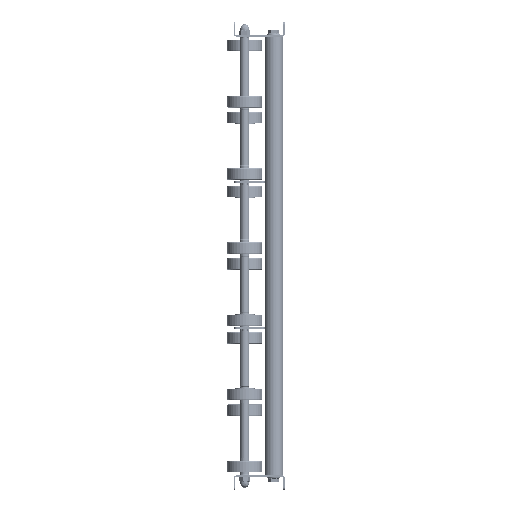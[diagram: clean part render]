
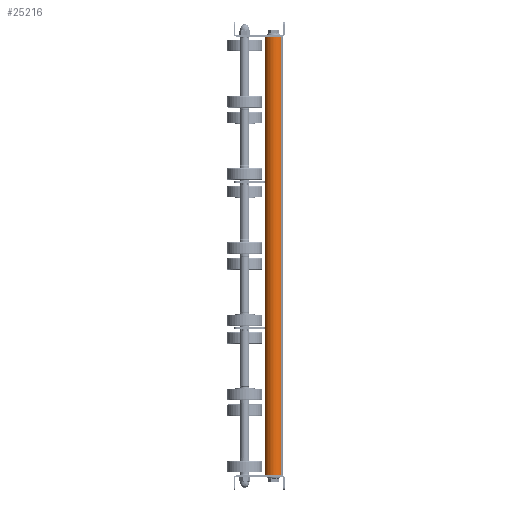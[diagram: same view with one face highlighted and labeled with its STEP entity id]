
A CAD part, left-side view. The second image highlights one B-rep face of the part: STEP entity #25216.
In plain terms, the highlighted cylindrical face has radius 12.5 mm (diameter 25 mm), a partial arc.
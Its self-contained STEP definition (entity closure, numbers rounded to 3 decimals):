
#2212 = AXIS2_PLACEMENT_3D ( 'NONE', #26475, #29025, #6000 ) ;
#2439 = CARTESIAN_POINT ( 'NONE',  ( 600., 0., -12.5 ) ) ;
#2713 = CIRCLE ( 'NONE', #2212, 12.5 ) ;
#3831 = DIRECTION ( 'NONE',  ( 0., 0., -1. ) ) ;
#4463 = EDGE_CURVE ( 'NONE', #11926, #4912, #5500, .T. ) ;
#4912 = VERTEX_POINT ( 'NONE', #29189 ) ;
#4997 = CARTESIAN_POINT ( 'NONE',  ( 599., 0., 12.5 ) ) ;
#5500 = CIRCLE ( 'NONE', #27163, 12.5 ) ;
#6000 = DIRECTION ( 'NONE',  ( 0., 0., -1. ) ) ;
#6546 = CARTESIAN_POINT ( 'NONE',  ( 600., 0., 12.5 ) ) ;
#7630 = VECTOR ( 'NONE', #20974, 1000. ) ;
#7759 = ORIENTED_EDGE ( 'NONE', *, *, #25867, .T. ) ;
#8919 = VERTEX_POINT ( 'NONE', #17512 ) ;
#11563 = CARTESIAN_POINT ( 'NONE',  ( 1., 0., 12.5 ) ) ;
#11790 = LINE ( 'NONE', #2439, #7630 ) ;
#11926 = VERTEX_POINT ( 'NONE', #11563 ) ;
#12374 = EDGE_CURVE ( 'NONE', #8919, #4912, #11790, .T. ) ;
#12963 = CYLINDRICAL_SURFACE ( 'NONE', #23416, 12.5 ) ;
#13256 = CARTESIAN_POINT ( 'NONE',  ( 600., 0., 0. ) ) ;
#13325 = DIRECTION ( 'NONE',  ( 1., 0., 0. ) ) ;
#15074 = DIRECTION ( 'NONE',  ( 0., 0., 1. ) ) ;
#15855 = EDGE_CURVE ( 'NONE', #26664, #11926, #21406, .T. ) ;
#17512 = CARTESIAN_POINT ( 'NONE',  ( 599., 0., -12.5 ) ) ;
#18563 = ORIENTED_EDGE ( 'NONE', *, *, #12374, .F. ) ;
#20581 = ORIENTED_EDGE ( 'NONE', *, *, #15855, .T. ) ;
#20974 = DIRECTION ( 'NONE',  ( -1., 0., 0. ) ) ;
#21406 = LINE ( 'NONE', #6546, #27567 ) ;
#23416 = AXIS2_PLACEMENT_3D ( 'NONE', #13256, #26663, #15074 ) ;
#23664 = DIRECTION ( 'NONE',  ( -1., 0., 0. ) ) ;
#23885 = EDGE_LOOP ( 'NONE', ( #18563, #7759, #20581, #27415 ) ) ;
#24557 = FACE_OUTER_BOUND ( 'NONE', #23885, .T. ) ;
#25216 = ADVANCED_FACE ( 'NONE', ( #24557 ), #12963, .T. ) ;
#25867 = EDGE_CURVE ( 'NONE', #8919, #26664, #2713, .T. ) ;
#26475 = CARTESIAN_POINT ( 'NONE',  ( 599., 0., 0. ) ) ;
#26663 = DIRECTION ( 'NONE',  ( -1., 0., 0. ) ) ;
#26664 = VERTEX_POINT ( 'NONE', #4997 ) ;
#27163 = AXIS2_PLACEMENT_3D ( 'NONE', #28978, #13325, #3831 ) ;
#27415 = ORIENTED_EDGE ( 'NONE', *, *, #4463, .T. ) ;
#27567 = VECTOR ( 'NONE', #23664, 1000. ) ;
#28978 = CARTESIAN_POINT ( 'NONE',  ( 1., 0., 0. ) ) ;
#29025 = DIRECTION ( 'NONE',  ( -1., 0., 0. ) ) ;
#29189 = CARTESIAN_POINT ( 'NONE',  ( 1., 0., -12.5 ) ) ;
